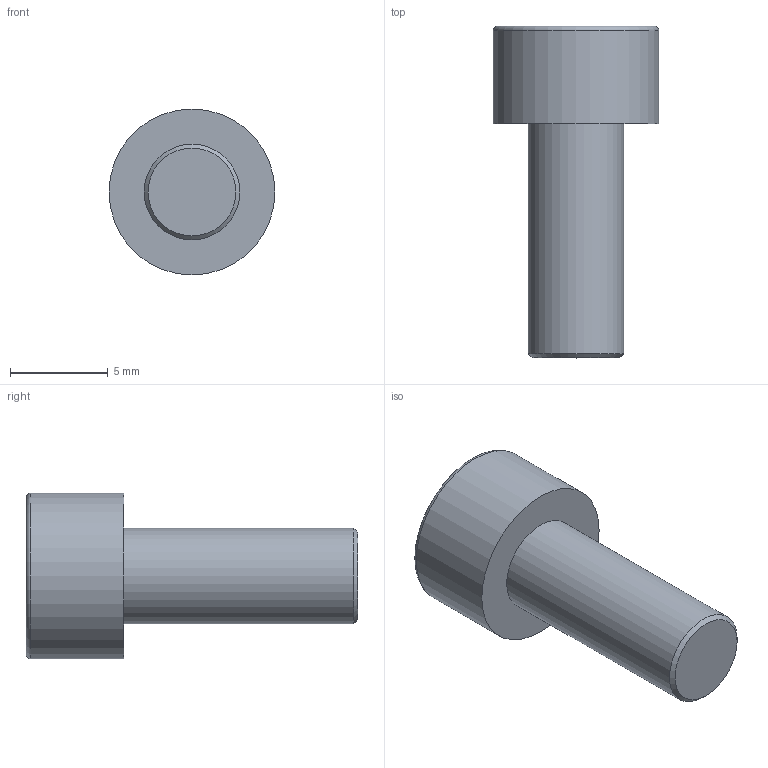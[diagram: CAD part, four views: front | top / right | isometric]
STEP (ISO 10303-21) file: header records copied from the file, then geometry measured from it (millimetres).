
FILE_DESCRIPTION(/* description */ (''),/* implementation_level */ '2;1');
FILE_NAME(/* name */ 'M5X12_inbus_v1.step',/* time_stamp */ '2025-03-29T15:18:16+01:00',/* author */ (''),/* organization */ (''),/* preprocessor_version */ 'ST-DEVELOPER v20.1',/* originating_system */ 'Autodesk Translation Framework v14.4.0.0',/* authorisation */ '');
FILE_SCHEMA (('AUTOMOTIVE_DESIGN { 1 0 10303 214 3 1 1 }'));
Length unit declared in the file: millimetre
Products named in the file (1): M5X12_inbus
Bounding box: 8.5 x 17 x 8.5 mm (x, y, z)
Volume: 474.8 mm3; surface area: 461.7 mm2
Topology: 1 solids, 1 shells, 14 faces, 29 edges, 19 vertices
Faces by surface type: plane 10, cylinder 2, cone 1, torus 1
Full cylindrical faces by diameter (mm): 4.901 x1, 8.5 x1
Entity records: 413 total; most frequent: DIRECTION 67, CARTESIAN_POINT 63, ORIENTED_EDGE 58, EDGE_CURVE 29, AXIS2_PLACEMENT_3D 23, LINE 21, VECTOR 21, VERTEX_POINT 19
